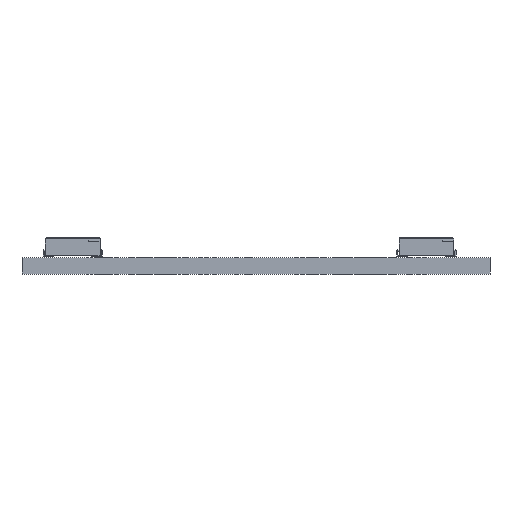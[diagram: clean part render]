
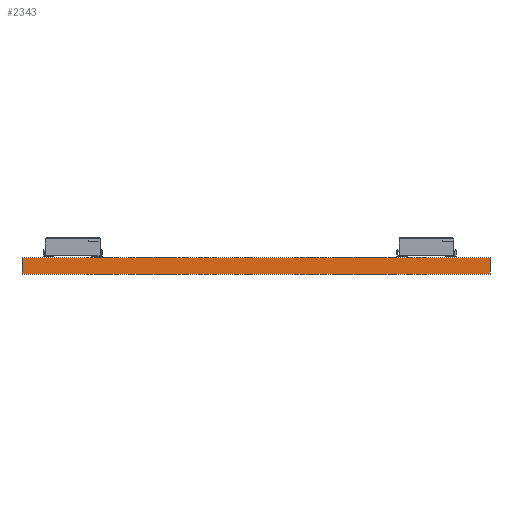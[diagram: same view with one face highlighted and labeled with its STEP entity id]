
A CAD part, front view. The second image highlights one B-rep face of the part: STEP entity #2343.
In plain terms, the highlighted planar face has unit normal (0, -1, 0).
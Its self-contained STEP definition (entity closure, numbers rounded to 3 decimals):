
#2343 = ADVANCED_FACE('',(#2344),#2378,.T.);
#2344 = FACE_BOUND('',#2345,.T.);
#2345 = EDGE_LOOP('',(#2346,#2356,#2364,#2372));
#2346 = ORIENTED_EDGE('',*,*,#2347,.T.);
#2347 = EDGE_CURVE('',#2348,#2350,#2352,.T.);
#2348 = VERTEX_POINT('',#2349);
#2349 = CARTESIAN_POINT('',(90.4,-90.8,0.));
#2350 = VERTEX_POINT('',#2351);
#2351 = CARTESIAN_POINT('',(90.4,-90.8,1.51));
#2352 = LINE('',#2353,#2354);
#2353 = CARTESIAN_POINT('',(90.4,-90.8,0.));
#2354 = VECTOR('',#2355,1.);
#2355 = DIRECTION('',(0.,0.,1.));
#2356 = ORIENTED_EDGE('',*,*,#2357,.T.);
#2357 = EDGE_CURVE('',#2350,#2358,#2360,.T.);
#2358 = VERTEX_POINT('',#2359);
#2359 = CARTESIAN_POINT('',(47.7,-90.8,1.51));
#2360 = LINE('',#2361,#2362);
#2361 = CARTESIAN_POINT('',(90.4,-90.8,1.51));
#2362 = VECTOR('',#2363,1.);
#2363 = DIRECTION('',(-1.,0.,0.));
#2364 = ORIENTED_EDGE('',*,*,#2365,.F.);
#2365 = EDGE_CURVE('',#2366,#2358,#2368,.T.);
#2366 = VERTEX_POINT('',#2367);
#2367 = CARTESIAN_POINT('',(47.7,-90.8,0.));
#2368 = LINE('',#2369,#2370);
#2369 = CARTESIAN_POINT('',(47.7,-90.8,0.));
#2370 = VECTOR('',#2371,1.);
#2371 = DIRECTION('',(0.,0.,1.));
#2372 = ORIENTED_EDGE('',*,*,#2373,.F.);
#2373 = EDGE_CURVE('',#2348,#2366,#2374,.T.);
#2374 = LINE('',#2375,#2376);
#2375 = CARTESIAN_POINT('',(90.4,-90.8,0.));
#2376 = VECTOR('',#2377,1.);
#2377 = DIRECTION('',(-1.,0.,0.));
#2378 = PLANE('',#2379);
#2379 = AXIS2_PLACEMENT_3D('',#2380,#2381,#2382);
#2380 = CARTESIAN_POINT('',(90.4,-90.8,0.));
#2381 = DIRECTION('',(0.,-1.,0.));
#2382 = DIRECTION('',(-1.,0.,0.));
